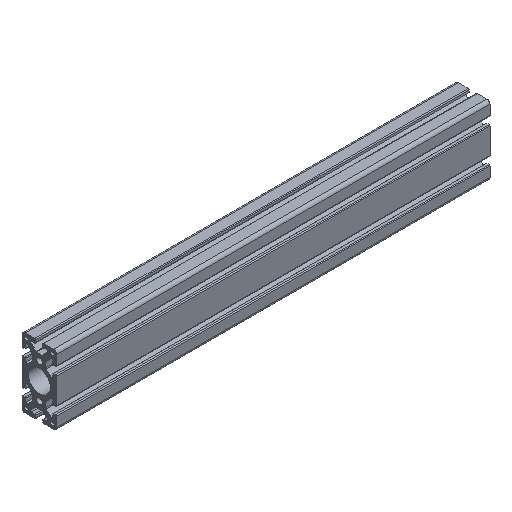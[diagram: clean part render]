
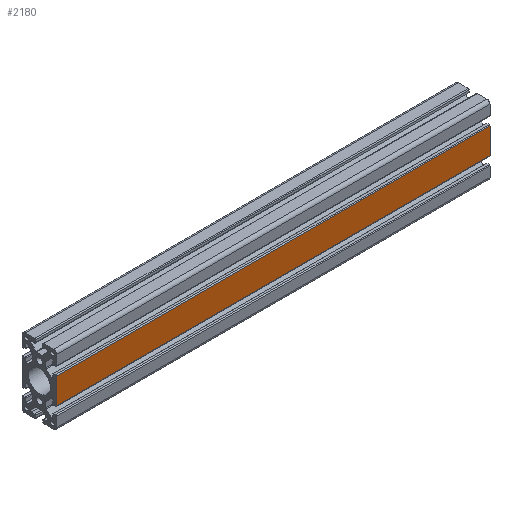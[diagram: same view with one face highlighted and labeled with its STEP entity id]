
A CAD part, isometric view. The second image highlights one B-rep face of the part: STEP entity #2180.
In plain terms, the highlighted planar face has unit normal (0, -1, 0).
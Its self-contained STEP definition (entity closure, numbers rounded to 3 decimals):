
#40=PLANE('',#2343);
#112=FACE_OUTER_BOUND('',#225,.T.);
#225=EDGE_LOOP('',(#1542,#1543,#1544,#1545));
#374=LINE('',#3365,#589);
#375=LINE('',#3368,#590);
#376=LINE('',#3370,#591);
#377=LINE('',#3371,#592);
#589=VECTOR('',#2692,10.);
#590=VECTOR('',#2695,10.);
#591=VECTOR('',#2696,10.);
#592=VECTOR('',#2697,10.);
#929=VERTEX_POINT('',#3361);
#930=VERTEX_POINT('',#3363);
#931=VERTEX_POINT('',#3367);
#932=VERTEX_POINT('',#3369);
#1180=EDGE_CURVE('',#929,#930,#374,.T.);
#1181=EDGE_CURVE('',#931,#929,#375,.T.);
#1182=EDGE_CURVE('',#932,#930,#376,.T.);
#1183=EDGE_CURVE('',#931,#932,#377,.T.);
#1542=ORIENTED_EDGE('',*,*,#1181,.T.);
#1543=ORIENTED_EDGE('',*,*,#1180,.T.);
#1544=ORIENTED_EDGE('',*,*,#1182,.F.);
#1545=ORIENTED_EDGE('',*,*,#1183,.F.);
#2180=ADVANCED_FACE('',(#112),#40,.T.);
#2343=AXIS2_PLACEMENT_3D('',#3366,#2693,#2694);
#2692=DIRECTION('',(1.,0.,0.));
#2693=DIRECTION('center_axis',(0.,-1.,0.));
#2694=DIRECTION('ref_axis',(0.,0.,
-1.));
#2695=DIRECTION('',(0.,0.,-1.));
#2696=DIRECTION('',(0.,0.,-1.));
#2697=DIRECTION('',(1.,0.,0.));
#3361=CARTESIAN_POINT('',(0.,-20.,-14.9));
#3363=CARTESIAN_POINT('',(500.,-20.,-14.9));
#3365=CARTESIAN_POINT('',(0.,-20.,-14.9));
#3366=CARTESIAN_POINT('Origin',(0.,-20.,14.9));
#3367=CARTESIAN_POINT('',(0.,-20.,14.9));
#3368=CARTESIAN_POINT('',(0.,-20.,14.9));
#3369=CARTESIAN_POINT('',(500.,-20.,14.9));
#3370=CARTESIAN_POINT('',(500.,-20.,14.9));
#3371=CARTESIAN_POINT('',(0.,-20.,14.9));
